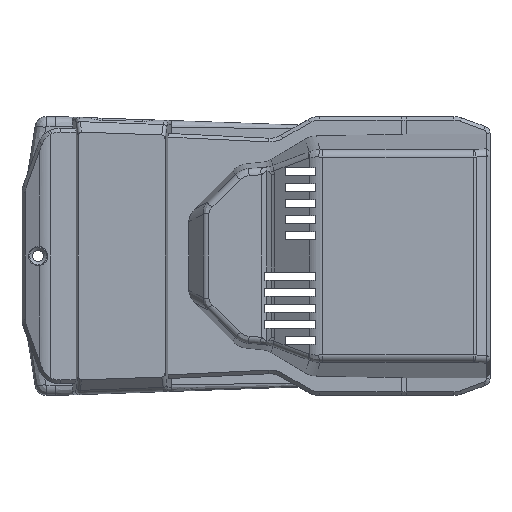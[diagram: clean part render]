
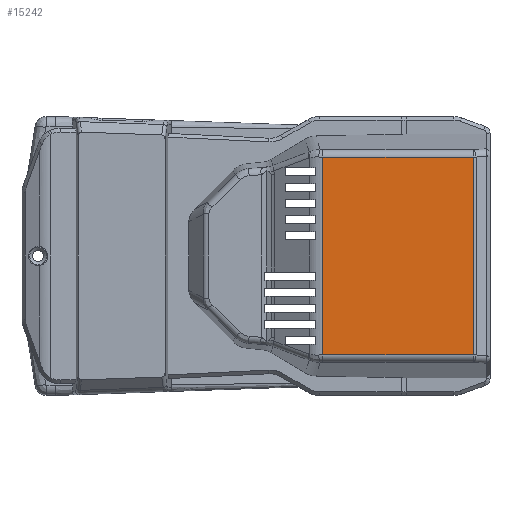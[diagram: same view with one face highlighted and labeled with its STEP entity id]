
A CAD part, front view. The second image highlights one B-rep face of the part: STEP entity #15242.
In plain terms, the highlighted planar face has unit normal (0, -1, 0).
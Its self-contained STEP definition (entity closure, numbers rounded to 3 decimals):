
#1000=FACE_OUTER_BOUND('',#1821,.T.);
#1821=EDGE_LOOP('',(#10842,#10843,#10844,#10845));
#2863=LINE('',#21249,#4467);
#3239=LINE('',#22448,#4843);
#3249=LINE('',#22482,#4853);
#3250=LINE('',#22483,#4854);
#4467=VECTOR('',#17244,10.);
#4843=VECTOR('',#17972,10.);
#4853=VECTOR('',#18006,10.);
#4854=VECTOR('',#18007,10.);
#6090=VERTEX_POINT('',#21245);
#6092=VERTEX_POINT('',#21248);
#6404=VERTEX_POINT('',#22446);
#6405=VERTEX_POINT('',#22447);
#7638=EDGE_CURVE('',#6092,#6090,#2863,.T.);
#8094=EDGE_CURVE('',#6404,#6405,#3239,.T.);
#8112=EDGE_CURVE('',#6405,#6092,#3249,.T.);
#8113=EDGE_CURVE('',#6404,#6090,#3250,.T.);
#10842=ORIENTED_EDGE('',*,*,#8112,.T.);
#10843=ORIENTED_EDGE('',*,*,#7638,.T.);
#10844=ORIENTED_EDGE('',*,*,#8113,.F.);
#10845=ORIENTED_EDGE('',*,*,#8094,.T.);
#14714=PLANE('',#16161);
#15242=ADVANCED_FACE('',(#1000),#14714,.T.);
#16161=AXIS2_PLACEMENT_3D('',#22481,#18004,#18005);
#17244=DIRECTION('',(0.,0.,-1.));
#17972=DIRECTION('',(0.,0.,1.));
#18004=DIRECTION('center_axis',(0.,-1.,0.));
#18005=DIRECTION('ref_axis',(-1.,0.,0.));
#18006=DIRECTION('',(-1.,0.,0.));
#18007=DIRECTION('',(-1.,0.,0.));
#21245=CARTESIAN_POINT('',(-12.108,-34.,-26.96));
#21248=CARTESIAN_POINT('',(-12.108,-34.,26.96));
#21249=CARTESIAN_POINT('',(-12.108,-34.,0.));
#22446=CARTESIAN_POINT('',(29.026,-34.,-26.96));
#22447=CARTESIAN_POINT('',(29.026,-34.,26.96));
#22448=CARTESIAN_POINT('',(29.026,-34.,0.));
#22481=CARTESIAN_POINT('Origin',(29.379,-34.,0.));
#22482=CARTESIAN_POINT('',(30.189,-34.,26.96));
#22483=CARTESIAN_POINT('',(30.189,-34.,-26.96));
